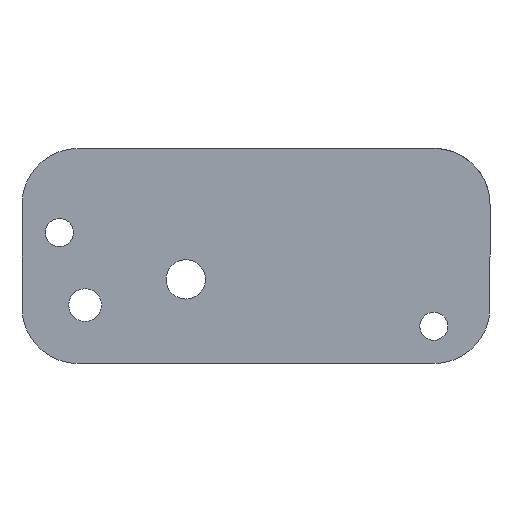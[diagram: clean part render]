
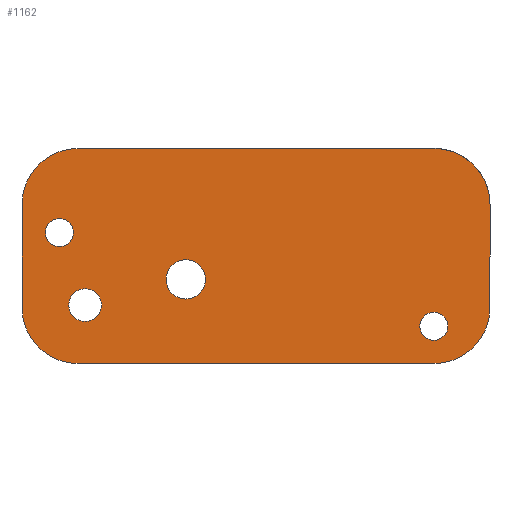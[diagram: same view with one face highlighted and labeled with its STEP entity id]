
A CAD part, front view. The second image highlights one B-rep face of the part: STEP entity #1162.
In plain terms, the highlighted planar face has unit normal (0, -1, 0).
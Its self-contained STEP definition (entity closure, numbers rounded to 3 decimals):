
#12 = ORIENTED_EDGE ( 'NONE', *, *, #991, .T. ) ;
#20 = CIRCLE ( 'NONE', #779, 1.5 ) ;
#41 = CARTESIAN_POINT ( 'NONE',  ( 0., 0., 23. ) ) ;
#58 = AXIS2_PLACEMENT_3D ( 'NONE', #1270, #153, #1401 ) ;
#77 = CIRCLE ( 'NONE', #58, 1.5 ) ;
#80 = CARTESIAN_POINT ( 'NONE',  ( -43.25, 0., 4.5 ) ) ;
#82 = EDGE_CURVE ( 'NONE', #90, #1073, #395, .T. ) ;
#84 = EDGE_LOOP ( 'NONE', ( #1369, #798, #873, #859, #1584, #1053, #1096, #1352 ) ) ;
#90 = VERTEX_POINT ( 'NONE', #1249 ) ;
#100 = CARTESIAN_POINT ( 'NONE',  ( -50., 0., 17. ) ) ;
#107 = EDGE_CURVE ( 'NONE', #230, #840, #988, .T. ) ;
#117 = EDGE_CURVE ( 'NONE', #1549, #1426, #77, .T. ) ;
#124 = DIRECTION ( 'NONE',  ( 0., 0., 1. ) ) ;
#145 = DIRECTION ( 'NONE',  ( 0., -1., 0. ) ) ;
#153 = DIRECTION ( 'NONE',  ( 0., 1., 0. ) ) ;
#195 = CARTESIAN_POINT ( 'NONE',  ( -50., 0., 0. ) ) ;
#230 = VERTEX_POINT ( 'NONE', #80 ) ;
#233 = ORIENTED_EDGE ( 'NONE', *, *, #117, .T. ) ;
#243 = DIRECTION ( 'NONE',  ( 0., 0., -1. ) ) ;
#255 = CARTESIAN_POINT ( 'NONE',  ( -44., 0., 6. ) ) ;
#288 = EDGE_LOOP ( 'NONE', ( #1035, #710 ) ) ;
#294 = CARTESIAN_POINT ( 'NONE',  ( -44., 0., 0. ) ) ;
#303 = AXIS2_PLACEMENT_3D ( 'NONE', #1108, #737, #384 ) ;
#316 = FACE_BOUND ( 'NONE', #1567, .T. ) ;
#372 = VECTOR ( 'NONE', #1274, 1000. ) ;
#376 = CARTESIAN_POINT ( 'NONE',  ( -6., 0., 4. ) ) ;
#377 = EDGE_CURVE ( 'NONE', #1426, #1549, #20, .T. ) ;
#384 = DIRECTION ( 'NONE',  ( 0., 0., -1. ) ) ;
#395 = CIRCLE ( 'NONE', #1541, 6. ) ;
#408 = DIRECTION ( 'NONE',  ( 0., 0., 1. ) ) ;
#410 = LINE ( 'NONE', #41, #372 ) ;
#447 = EDGE_CURVE ( 'NONE', #1562, #693, #1331, .T. ) ;
#468 = VECTOR ( 'NONE', #1435, 1000. ) ;
#472 = EDGE_CURVE ( 'NONE', #1302, #1562, #984, .T. ) ;
#491 = CARTESIAN_POINT ( 'NONE',  ( -46., 0., 15.5 ) ) ;
#499 = AXIS2_PLACEMENT_3D ( 'NONE', #1576, #961, #841 ) ;
#509 = CARTESIAN_POINT ( 'NONE',  ( -32.5, 0., 6.9 ) ) ;
#528 = ORIENTED_EDGE ( 'NONE', *, *, #1395, .T. ) ;
#535 = EDGE_CURVE ( 'NONE', #938, #1191, #892, .T. ) ;
#558 = VERTEX_POINT ( 'NONE', #1348 ) ;
#564 = EDGE_CURVE ( 'NONE', #558, #1003, #1123, .T. ) ;
#570 = DIRECTION ( 'NONE',  ( 0., -1., 0. ) ) ;
#590 = FACE_BOUND ( 'NONE', #1148, .T. ) ;
#607 = VECTOR ( 'NONE', #1214, 1000. ) ;
#626 = VECTOR ( 'NONE', #1411, 1000. ) ;
#634 = DIRECTION ( 'NONE',  ( 0., 0., -1. ) ) ;
#638 = AXIS2_PLACEMENT_3D ( 'NONE', #1557, #570, #1542 ) ;
#649 = CARTESIAN_POINT ( 'NONE',  ( -6., 0., 17. ) ) ;
#685 = CIRCLE ( 'NONE', #1184, 2.1 ) ;
#692 = AXIS2_PLACEMENT_3D ( 'NONE', #1523, #1504, #1517 ) ;
#693 = VERTEX_POINT ( 'NONE', #768 ) ;
#706 = CARTESIAN_POINT ( 'NONE',  ( -32.5, 0., 11.1 ) ) ;
#710 = ORIENTED_EDGE ( 'NONE', *, *, #742, .F. ) ;
#711 = ORIENTED_EDGE ( 'NONE', *, *, #377, .T. ) ;
#712 = DIRECTION ( 'NONE',  ( 0., 1., 0. ) ) ;
#716 = DIRECTION ( 'NONE',  ( 0., 0., -1. ) ) ;
#731 = ORIENTED_EDGE ( 'NONE', *, *, #535, .T. ) ;
#732 = DIRECTION ( 'NONE',  ( 0., 0., -1. ) ) ;
#737 = DIRECTION ( 'NONE',  ( 0., 1., 0. ) ) ;
#738 = DIRECTION ( 'NONE',  ( 0., 0., -1. ) ) ;
#740 = PLANE ( 'NONE',  #1203 ) ;
#742 = EDGE_CURVE ( 'NONE', #840, #230, #1510, .T. ) ;
#752 = CARTESIAN_POINT ( 'NONE',  ( -46., 0., 12.5 ) ) ;
#768 = CARTESIAN_POINT ( 'NONE',  ( -6., 0., 0. ) ) ;
#779 = AXIS2_PLACEMENT_3D ( 'NONE', #1558, #837, #716 ) ;
#792 = CARTESIAN_POINT ( 'NONE',  ( -43.25, 0., 6.25 ) ) ;
#798 = ORIENTED_EDGE ( 'NONE', *, *, #912, .T. ) ;
#817 = EDGE_CURVE ( 'NONE', #1073, #558, #410, .T. ) ;
#822 = CARTESIAN_POINT ( 'NONE',  ( -43.25, 0., 8. ) ) ;
#833 = CIRCLE ( 'NONE', #638, 6. ) ;
#835 = AXIS2_PLACEMENT_3D ( 'NONE', #376, #1116, #243 ) ;
#837 = DIRECTION ( 'NONE',  ( 0., 1., 0. ) ) ;
#840 = VERTEX_POINT ( 'NONE', #822 ) ;
#841 = DIRECTION ( 'NONE',  ( 0., 0., -1. ) ) ;
#859 = ORIENTED_EDGE ( 'NONE', *, *, #447, .T. ) ;
#873 = ORIENTED_EDGE ( 'NONE', *, *, #472, .T. ) ;
#874 = VERTEX_POINT ( 'NONE', #706 ) ;
#892 = CIRCLE ( 'NONE', #835, 1.5 ) ;
#901 = EDGE_CURVE ( 'NONE', #693, #1339, #833, .T. ) ;
#903 = EDGE_LOOP ( 'NONE', ( #731, #528 ) ) ;
#912 = EDGE_CURVE ( 'NONE', #1003, #1302, #1479, .T. ) ;
#915 = CARTESIAN_POINT ( 'NONE',  ( -50., 0., 6. ) ) ;
#938 = VERTEX_POINT ( 'NONE', #944 ) ;
#944 = CARTESIAN_POINT ( 'NONE',  ( -6., 0., 2.5 ) ) ;
#959 = CARTESIAN_POINT ( 'NONE',  ( -6., 0., 23. ) ) ;
#961 = DIRECTION ( 'NONE',  ( 0., 1., 0. ) ) ;
#966 = LINE ( 'NONE', #1566, #468 ) ;
#984 = CIRCLE ( 'NONE', #1085, 6. ) ;
#988 = CIRCLE ( 'NONE', #1461, 1.75 ) ;
#991 = EDGE_CURVE ( 'NONE', #874, #1111, #685, .T. ) ;
#993 = CARTESIAN_POINT ( 'NONE',  ( -44., 0., 17. ) ) ;
#1003 = VERTEX_POINT ( 'NONE', #100 ) ;
#1014 = DIRECTION ( 'NONE',  ( 0., 0., -1. ) ) ;
#1035 = ORIENTED_EDGE ( 'NONE', *, *, #107, .F. ) ;
#1053 = ORIENTED_EDGE ( 'NONE', *, *, #1384, .T. ) ;
#1061 = ORIENTED_EDGE ( 'NONE', *, *, #1146, .T. ) ;
#1073 = VERTEX_POINT ( 'NONE', #959 ) ;
#1085 = AXIS2_PLACEMENT_3D ( 'NONE', #255, #1107, #738 ) ;
#1096 = ORIENTED_EDGE ( 'NONE', *, *, #82, .T. ) ;
#1097 = CARTESIAN_POINT ( 'NONE',  ( -32.5, 0., 9. ) ) ;
#1100 = FACE_OUTER_BOUND ( 'NONE', #84, .T. ) ;
#1107 = DIRECTION ( 'NONE',  ( 0., -1., 0. ) ) ;
#1108 = CARTESIAN_POINT ( 'NONE',  ( -32.5, 0., 9. ) ) ;
#1111 = VERTEX_POINT ( 'NONE', #509 ) ;
#1116 = DIRECTION ( 'NONE',  ( 0., 1., 0. ) ) ;
#1123 = CIRCLE ( 'NONE', #1406, 6. ) ;
#1146 = EDGE_CURVE ( 'NONE', #1111, #874, #1176, .T. ) ;
#1148 = EDGE_LOOP ( 'NONE', ( #233, #711 ) ) ;
#1162 = ADVANCED_FACE ( 'NONE', ( #1532, #1100, #1229, #316, #590 ), #740, .F. ) ;
#1176 = CIRCLE ( 'NONE', #303, 2.1 ) ;
#1184 = AXIS2_PLACEMENT_3D ( 'NONE', #1097, #712, #732 ) ;
#1191 = VERTEX_POINT ( 'NONE', #1466 ) ;
#1203 = AXIS2_PLACEMENT_3D ( 'NONE', #1586, #1473, #124 ) ;
#1214 = DIRECTION ( 'NONE',  ( 1., 0., 0. ) ) ;
#1229 = FACE_BOUND ( 'NONE', #903, .T. ) ;
#1249 = CARTESIAN_POINT ( 'NONE',  ( 0., 0., 17. ) ) ;
#1270 = CARTESIAN_POINT ( 'NONE',  ( -46., 0., 14. ) ) ;
#1274 = DIRECTION ( 'NONE',  ( -1., 0., 0. ) ) ;
#1286 = DIRECTION ( 'NONE',  ( 0., -1., 0. ) ) ;
#1302 = VERTEX_POINT ( 'NONE', #915 ) ;
#1331 = LINE ( 'NONE', #1436, #607 ) ;
#1339 = VERTEX_POINT ( 'NONE', #1391 ) ;
#1348 = CARTESIAN_POINT ( 'NONE',  ( -44., 0., 23. ) ) ;
#1352 = ORIENTED_EDGE ( 'NONE', *, *, #817, .T. ) ;
#1355 = DIRECTION ( 'NONE',  ( 0., -1., 0. ) ) ;
#1369 = ORIENTED_EDGE ( 'NONE', *, *, #564, .T. ) ;
#1384 = EDGE_CURVE ( 'NONE', #1339, #90, #966, .T. ) ;
#1391 = CARTESIAN_POINT ( 'NONE',  ( 0., 0., 6. ) ) ;
#1395 = EDGE_CURVE ( 'NONE', #1191, #938, #1568, .T. ) ;
#1401 = DIRECTION ( 'NONE',  ( 0., 0., -1. ) ) ;
#1406 = AXIS2_PLACEMENT_3D ( 'NONE', #993, #1355, #634 ) ;
#1411 = DIRECTION ( 'NONE',  ( 0., 0., -1. ) ) ;
#1426 = VERTEX_POINT ( 'NONE', #491 ) ;
#1435 = DIRECTION ( 'NONE',  ( 0., 0., 1. ) ) ;
#1436 = CARTESIAN_POINT ( 'NONE',  ( 0., 0., 0. ) ) ;
#1461 = AXIS2_PLACEMENT_3D ( 'NONE', #792, #1286, #408 ) ;
#1466 = CARTESIAN_POINT ( 'NONE',  ( -6., 0., 5.5 ) ) ;
#1473 = DIRECTION ( 'NONE',  ( 0., 1., 0. ) ) ;
#1479 = LINE ( 'NONE', #195, #626 ) ;
#1504 = DIRECTION ( 'NONE',  ( 0., -1., 0. ) ) ;
#1510 = CIRCLE ( 'NONE', #692, 1.75 ) ;
#1517 = DIRECTION ( 'NONE',  ( 0., 0., 1. ) ) ;
#1523 = CARTESIAN_POINT ( 'NONE',  ( -43.25, 0., 6.25 ) ) ;
#1532 = FACE_BOUND ( 'NONE', #288, .T. ) ;
#1541 = AXIS2_PLACEMENT_3D ( 'NONE', #649, #145, #1014 ) ;
#1542 = DIRECTION ( 'NONE',  ( 0., 0., -1. ) ) ;
#1549 = VERTEX_POINT ( 'NONE', #752 ) ;
#1557 = CARTESIAN_POINT ( 'NONE',  ( -6., 0., 6. ) ) ;
#1558 = CARTESIAN_POINT ( 'NONE',  ( -46., 0., 14. ) ) ;
#1562 = VERTEX_POINT ( 'NONE', #294 ) ;
#1566 = CARTESIAN_POINT ( 'NONE',  ( 0., 0., 0. ) ) ;
#1567 = EDGE_LOOP ( 'NONE', ( #1061, #12 ) ) ;
#1568 = CIRCLE ( 'NONE', #499, 1.5 ) ;
#1576 = CARTESIAN_POINT ( 'NONE',  ( -6., 0., 4. ) ) ;
#1584 = ORIENTED_EDGE ( 'NONE', *, *, #901, .T. ) ;
#1586 = CARTESIAN_POINT ( 'NONE',  ( 0., 0., 0. ) ) ;
